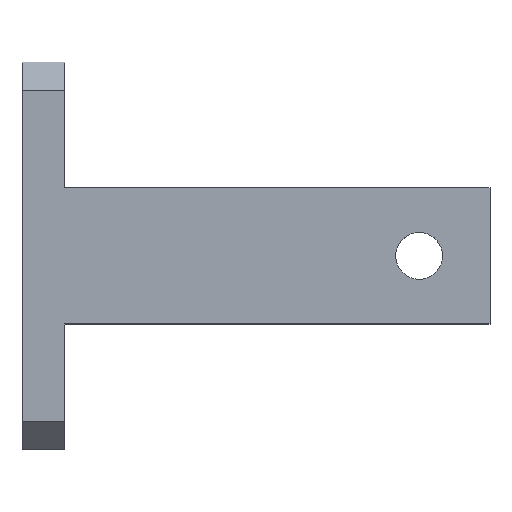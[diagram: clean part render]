
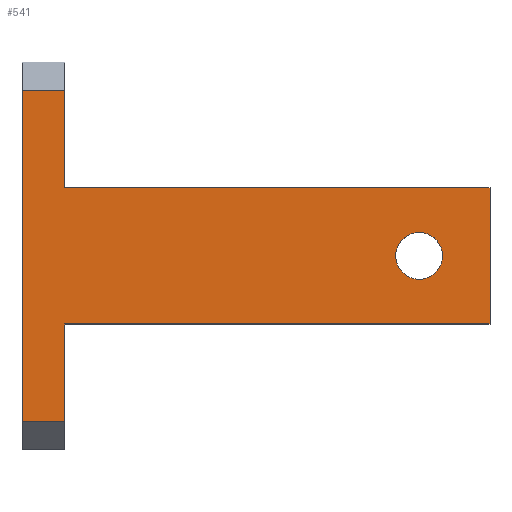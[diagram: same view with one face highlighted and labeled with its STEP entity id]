
A CAD part, top view. The second image highlights one B-rep face of the part: STEP entity #541.
In plain terms, the highlighted planar face has unit normal (0, 0, 1).
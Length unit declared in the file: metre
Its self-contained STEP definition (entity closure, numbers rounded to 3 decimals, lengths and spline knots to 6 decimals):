
#12=CIRCLE('',#580,0.00165);
#49=ORIENTED_EDGE('',*,*,#197,.T.);
#50=ORIENTED_EDGE('',*,*,#198,.T.);
#51=ORIENTED_EDGE('',*,*,#199,.F.);
#52=ORIENTED_EDGE('',*,*,#195,.F.);
#53=ORIENTED_EDGE('',*,*,#189,.F.);
#54=ORIENTED_EDGE('',*,*,#193,.T.);
#55=ORIENTED_EDGE('',*,*,#200,.F.);
#56=ORIENTED_EDGE('',*,*,#201,.T.);
#57=ORIENTED_EDGE('',*,*,#185,.T.);
#185=EDGE_CURVE('',#260,#260,#12,.T.);
#189=EDGE_CURVE('',#264,#265,#314,.T.);
#193=EDGE_CURVE('',#264,#267,#318,.T.);
#195=EDGE_CURVE('',#265,#269,#320,.T.);
#197=EDGE_CURVE('',#270,#271,#322,.T.);
#198=EDGE_CURVE('',#271,#272,#323,.T.);
#199=EDGE_CURVE('',#269,#272,#324,.T.);
#200=EDGE_CURVE('',#273,#267,#325,.T.);
#201=EDGE_CURVE('',#273,#270,#326,.T.);
#260=VERTEX_POINT('',#782);
#264=VERTEX_POINT('',#790);
#265=VERTEX_POINT('',#792);
#267=VERTEX_POINT('',#798);
#269=VERTEX_POINT('',#804);
#270=VERTEX_POINT('',#808);
#271=VERTEX_POINT('',#809);
#272=VERTEX_POINT('',#811);
#273=VERTEX_POINT('',#814);
#314=LINE('',#791,#379);
#318=LINE('',#799,#383);
#320=LINE('',#803,#385);
#322=LINE('',#807,#387);
#323=LINE('',#810,#388);
#324=LINE('',#812,#389);
#325=LINE('',#813,#390);
#326=LINE('',#815,#391);
#379=VECTOR('',#639,1.);
#383=VECTOR('',#645,1.);
#385=VECTOR('',#649,1.);
#387=VECTOR('',#653,1.);
#388=VECTOR('',#654,1.);
#389=VECTOR('',#655,1.);
#390=VECTOR('',#656,1.);
#391=VECTOR('',#657,1.);
#440=EDGE_LOOP('',(#49,#50,#51,#52,#53,#54,#55,#56));
#441=EDGE_LOOP('',(#57));
#479=FACE_BOUND('',#440,.T.);
#480=FACE_BOUND('',#441,.T.);
#516=PLANE('',#585);
#541=ADVANCED_FACE('',(#479,#480),#516,.T.);
#580=AXIS2_PLACEMENT_3D('',#781,#631,#632);
#585=AXIS2_PLACEMENT_3D('',#806,#651,#652);
#631=DIRECTION('',(0.,0.,-1.));
#632=DIRECTION('',(1.,0.,0.));
#639=DIRECTION('',(0.,-1.,0.));
#645=DIRECTION('',(-1.,0.,0.));
#649=DIRECTION('',(-1.,0.,0.));
#651=DIRECTION('',(0.,0.,1.));
#652=DIRECTION('',(1.,0.,0.));
#653=DIRECTION('',(0.,-1.,0.));
#654=DIRECTION('',(1.,0.,0.));
#655=DIRECTION('',(0.,-1.,0.));
#656=DIRECTION('',(0.,-1.,0.));
#657=DIRECTION('',(-1.,0.,0.));
#781=CARTESIAN_POINT('',(0.01,0.,0.0049));
#782=CARTESIAN_POINT('',(0.01165,0.,0.0049));
#790=CARTESIAN_POINT('',(0.015,0.0048,0.0049));
#791=CARTESIAN_POINT('',(0.015,0.,0.0049));
#792=CARTESIAN_POINT('',(0.015,-0.0048,0.0049));
#798=CARTESIAN_POINT('',(-0.015,0.0048,0.0049));
#799=CARTESIAN_POINT('',(0.,0.0048,0.0049));
#803=CARTESIAN_POINT('',(0.,-0.0048,0.0049));
#804=CARTESIAN_POINT('',(-0.015,-0.0048,0.0049));
#806=CARTESIAN_POINT('',(0.,0.,0.0049));
#807=CARTESIAN_POINT('',(-0.018,0.,0.0049));
#808=CARTESIAN_POINT('',(-0.018,0.011675,0.0049));
#809=CARTESIAN_POINT('',(-0.018,-0.011675,0.0049));
#810=CARTESIAN_POINT('',(0.,-0.011675,0.0049));
#811=CARTESIAN_POINT('',(-0.015,-0.011675,0.0049));
#812=CARTESIAN_POINT('',(-0.015,0.,0.0049));
#813=CARTESIAN_POINT('',(-0.015,0.,0.0049));
#814=CARTESIAN_POINT('',(-0.015,0.011675,0.0049));
#815=CARTESIAN_POINT('',(-0.018,0.011675,0.0049));
